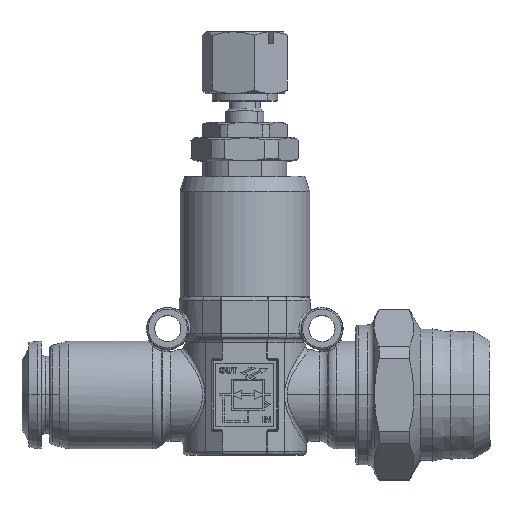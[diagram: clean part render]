
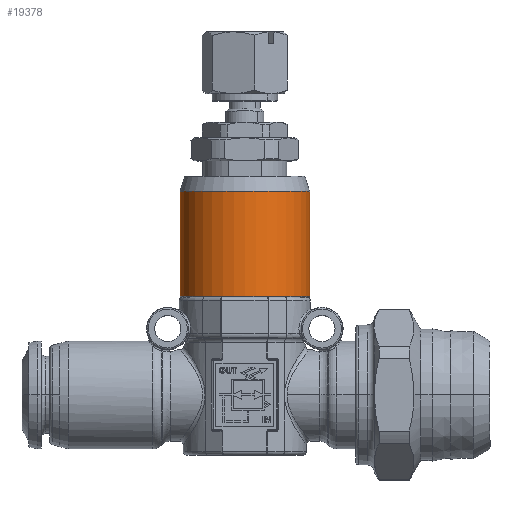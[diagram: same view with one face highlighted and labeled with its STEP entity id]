
A CAD part, top view. The second image highlights one B-rep face of the part: STEP entity #19378.
In plain terms, the highlighted cylindrical face has radius 8.4 mm (diameter 16.8 mm), a partial arc.
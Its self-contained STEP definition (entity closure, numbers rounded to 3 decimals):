
#210 = ORIENTED_EDGE ( 'NONE', *, *, #39572, .F. ) ;
#437 = DIRECTION ( 'NONE',  ( 0., -1., 0. ) ) ;
#1812 = DIRECTION ( 'NONE',  ( 0., -1., 0. ) ) ;
#2105 = AXIS2_PLACEMENT_3D ( 'NONE', #18931, #437, #22082 ) ;
#2208 = VERTEX_POINT ( 'NONE', #36296 ) ;
#5393 = VECTOR ( 'NONE', #13747, 1000. ) ;
#6694 = CARTESIAN_POINT ( 'NONE',  ( 0., -1.25, 0. ) ) ;
#6837 = DIRECTION ( 'NONE',  ( 1., 0., 0. ) ) ;
#7277 = VERTEX_POINT ( 'NONE', #27570 ) ;
#10845 = ORIENTED_EDGE ( 'NONE', *, *, #34369, .T. ) ;
#11820 = ORIENTED_EDGE ( 'NONE', *, *, #19500, .T. ) ;
#12136 = LINE ( 'NONE', #32063, #28630 ) ;
#13566 = DIRECTION ( 'NONE',  ( 0., -1., 0. ) ) ;
#13747 = DIRECTION ( 'NONE',  ( 0., -1., 0. ) ) ;
#13876 = CARTESIAN_POINT ( 'NONE',  ( -8.4, -1.25, 0. ) ) ;
#15973 = FACE_OUTER_BOUND ( 'NONE', #24904, .T. ) ;
#16151 = CARTESIAN_POINT ( 'NONE',  ( 8.4, 26.387, 0. ) ) ;
#16636 = CIRCLE ( 'NONE', #2105, 8.4 ) ;
#18931 = CARTESIAN_POINT ( 'NONE',  ( 0., 12.8, 0. ) ) ;
#19378 = ADVANCED_FACE ( 'NONE', ( #15973 ), #28633, .T. ) ;
#19413 = AXIS2_PLACEMENT_3D ( 'NONE', #6694, #22143, #6837 ) ;
#19500 = EDGE_CURVE ( 'NONE', #24439, #7277, #37200, .T. ) ;
#20320 = CARTESIAN_POINT ( 'NONE',  ( 0., 26.387, 0. ) ) ;
#21031 = ORIENTED_EDGE ( 'NONE', *, *, #32692, .F. ) ;
#22082 = DIRECTION ( 'NONE',  ( 1., 0., 0. ) ) ;
#22143 = DIRECTION ( 'NONE',  ( 0., -1., 0. ) ) ;
#22726 = VERTEX_POINT ( 'NONE', #16151 ) ;
#23403 = DIRECTION ( 'NONE',  ( 1., 0., 0. ) ) ;
#24439 = VERTEX_POINT ( 'NONE', #37663 ) ;
#24904 = EDGE_LOOP ( 'NONE', ( #10845, #11820, #21031, #210 ) ) ;
#27570 = CARTESIAN_POINT ( 'NONE',  ( -8.4, 12.8, 0. ) ) ;
#28630 = VECTOR ( 'NONE', #13566, 1000. ) ;
#28633 = CYLINDRICAL_SURFACE ( 'NONE', #19413, 8.4 ) ;
#32063 = CARTESIAN_POINT ( 'NONE',  ( 8.4, -1.25, 0. ) ) ;
#32692 = EDGE_CURVE ( 'NONE', #2208, #7277, #16636, .T. ) ;
#34270 = CIRCLE ( 'NONE', #34493, 8.4 ) ;
#34369 = EDGE_CURVE ( 'NONE', #22726, #24439, #34270, .T. ) ;
#34493 = AXIS2_PLACEMENT_3D ( 'NONE', #20320, #1812, #23403 ) ;
#36296 = CARTESIAN_POINT ( 'NONE',  ( 8.4, 12.8, 0. ) ) ;
#37200 = LINE ( 'NONE', #13876, #5393 ) ;
#37663 = CARTESIAN_POINT ( 'NONE',  ( -8.4, 26.387, 0. ) ) ;
#39572 = EDGE_CURVE ( 'NONE', #22726, #2208, #12136, .T. ) ;
